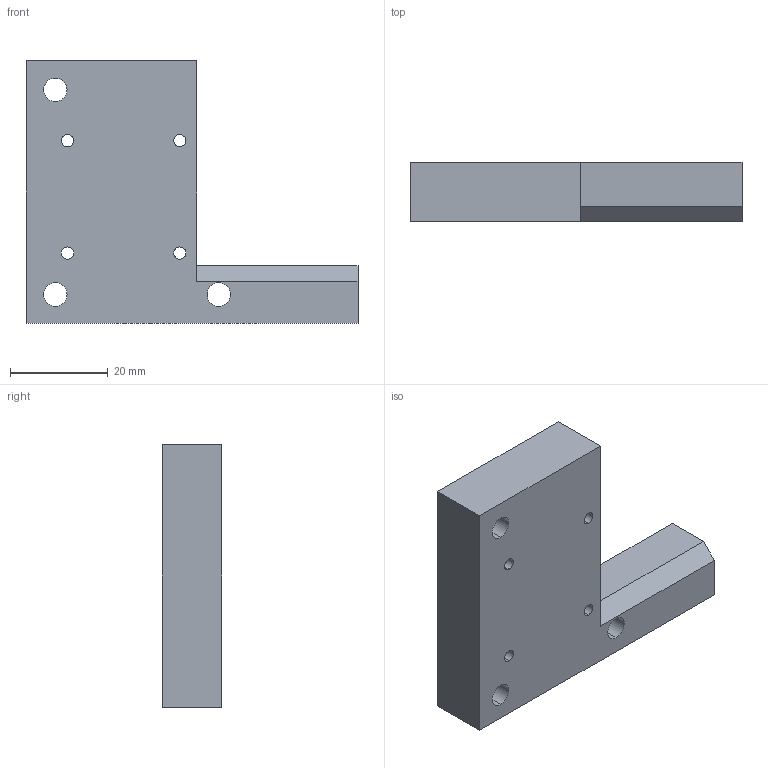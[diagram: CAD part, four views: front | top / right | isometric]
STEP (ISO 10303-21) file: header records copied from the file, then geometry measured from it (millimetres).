
FILE_DESCRIPTION (( 'STEP AP214' ), '1' );
FILE_NAME ('J4 motor mount - limit arm.STEP', '2023-08-04T17:41:51', ( '' ), ( '' ), 'SwSTEP 2.0', 'SolidWorks 2021', '' );
FILE_SCHEMA (( 'AUTOMOTIVE_DESIGN' ));
Length unit declared in the file: millimetre
Products named in the file (1): J4 motor mount - limit arm
Bounding box: 68 x 12.19 x 53.8 mm (x, y, z)
Volume: 25961.9 mm3; surface area: 8451.2 mm2
Topology: 1 solids, 1 shells, 32 faces, 81 edges, 54 vertices
Faces by surface type: cylinder 20, plane 12
Entity records: 1047 total; most frequent: DIRECTION 187, CARTESIAN_POINT 168, ORIENTED_EDGE 162, EDGE_CURVE 81, AXIS2_PLACEMENT_3D 73, VERTEX_POINT 54, EDGE_LOOP 49, VECTOR 41
